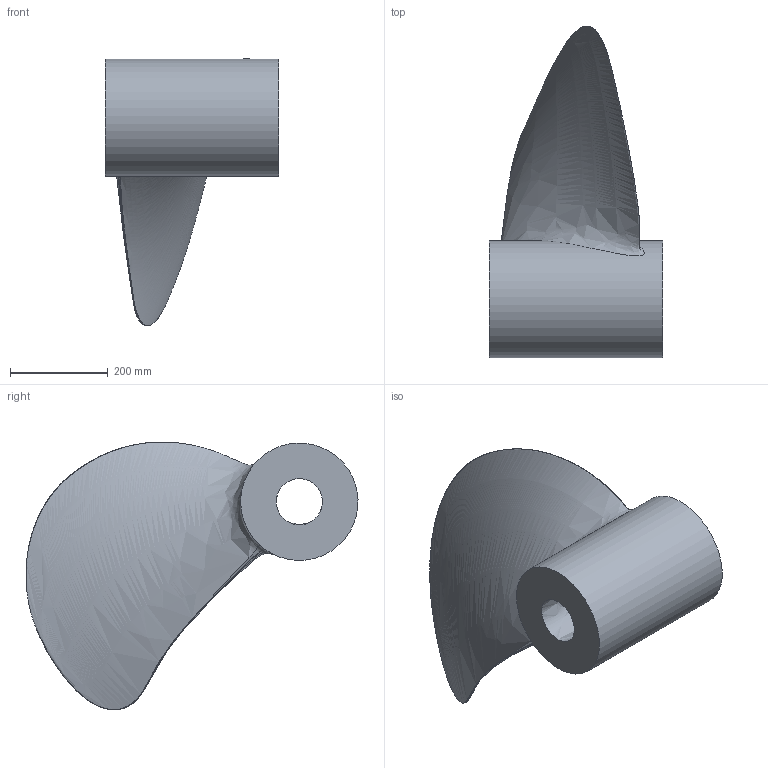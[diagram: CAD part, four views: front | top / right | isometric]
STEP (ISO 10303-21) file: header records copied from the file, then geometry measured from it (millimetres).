
FILE_DESCRIPTION (( 'STEP AP214' ), '1' );
FILE_NAME ('Pr81502.STEP', '2024-05-30T05:25:06', ( '' ), ( '' ), 'SwSTEP 2.0', 'SolidWorks 2019', '' );
FILE_SCHEMA (( 'AUTOMOTIVE_DESIGN' ));
Length unit declared in the file: millimetre
Products named in the file (2): Pr81502
Bounding box: 355 x 678.99 x 547.77 mm (x, y, z)
Volume: 16080361.8 mm3; surface area: 936457.9 mm2
Topology: 2 solids, 2 shells, 16 faces, 34 edges, 17 vertices
Faces by surface type: bspline 14, cylinder 2
Full cylindrical faces by diameter (mm): 149 x1, 240 x1
Entity records: 18768 total; most frequent: CARTESIAN_POINT 18511, ORIENTED_EDGE 50, EDGE_CURVE 25, FACE_OUTER_BOUND 22, EDGE_LOOP 22, B_SPLINE_CURVE_WITH_KNOTS 19, VERTEX_POINT 17, ADVANCED_FACE 16
